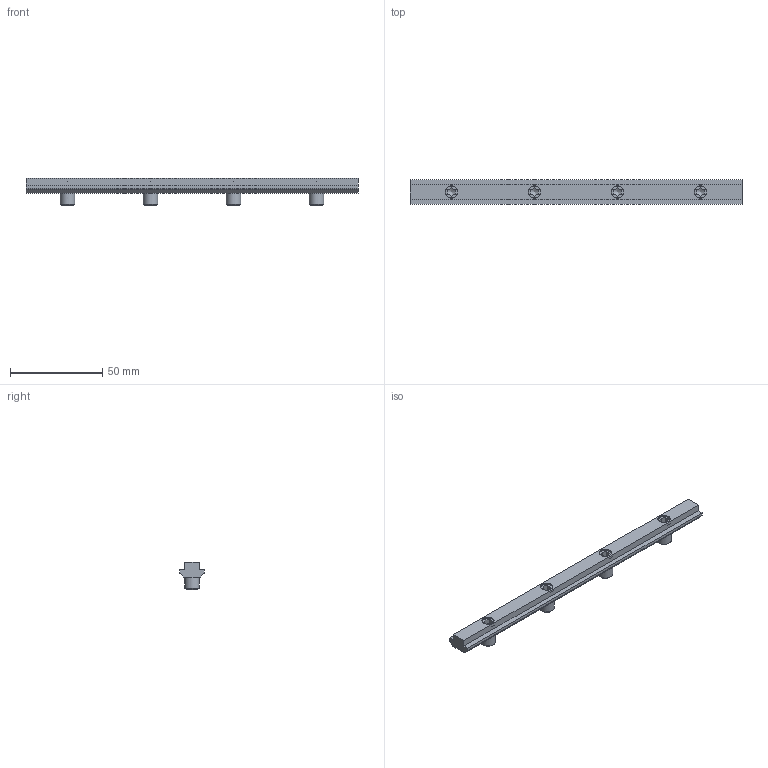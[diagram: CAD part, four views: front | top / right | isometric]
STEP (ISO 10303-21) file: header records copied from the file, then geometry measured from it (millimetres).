
FILE_DESCRIPTION(/* description */ (''),/* implementation_level */ '2;1');
FILE_NAME(/* name */ '321309.stp',/* time_stamp */ '2014-03-13T20:16:28+01:00',/* author */ ('jank'),/* organization */ ('Alutec K&K'),/* preprocessor_version */ 'ST-DEVELOPER v15.2',/* originating_system */ 'Autodesk Inventor 2014',/* authorisation */ '');
FILE_SCHEMA (('AUTOMOTIVE_DESIGN { 1 0 10303 214 3 1 1 }'));
Length unit declared in the file: millimetre
Products named in the file (1): 321309
Bounding box: 180 x 13.5 x 14.7 mm (x, y, z)
Volume: 16160.1 mm3; surface area: 9800.1 mm2
Topology: 5 solids, 5 shells, 66 faces, 160 edges, 104 vertices
Faces by surface type: plane 44, cone 12, cylinder 10
Full cylindrical faces by diameter (mm): 6.647 x4, 8 x4
Entity records: 1825 total; most frequent: CARTESIAN_POINT 343, DIRECTION 270, ORIENTED_EDGE 264, EDGE_CURVE 132, VERTEX_POINT 96, AXIS2_PLACEMENT_3D 95, EDGE_LOOP 94, LINE 80
